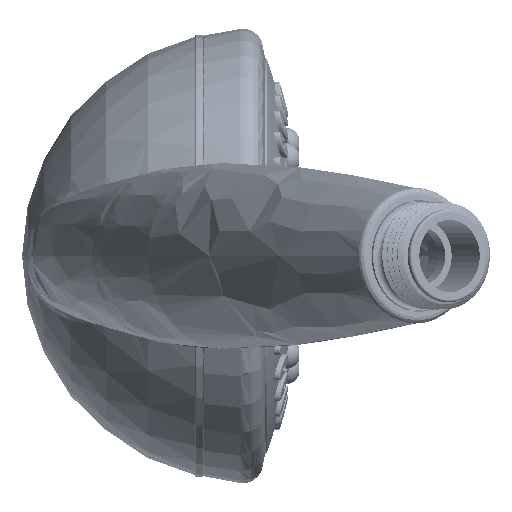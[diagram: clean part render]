
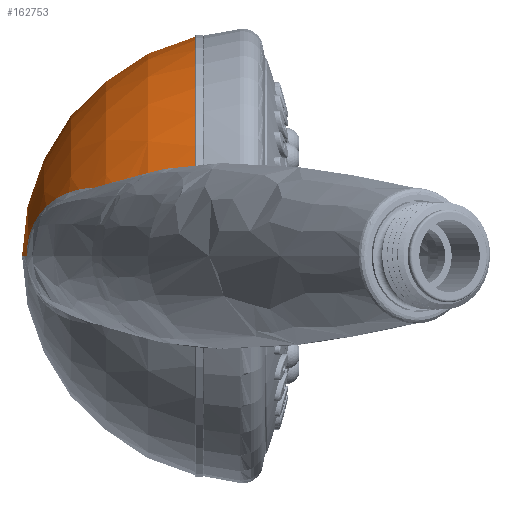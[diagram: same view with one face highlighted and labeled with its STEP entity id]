
A CAD part, left-side view. The second image highlights one B-rep face of the part: STEP entity #162753.
In plain terms, the highlighted spherical face has radius 43.679 mm.
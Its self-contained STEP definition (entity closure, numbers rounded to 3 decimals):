
#785=CARTESIAN_POINT('',(153.682,81.885,-42.43));
#786=CARTESIAN_POINT('',(153.682,81.885,-42.438));
#787=CARTESIAN_POINT('',(153.682,81.885,-42.453));
#788=CARTESIAN_POINT('',(153.682,81.885,-42.476));
#789=CARTESIAN_POINT('',(153.682,81.885,-42.492));
#790=CARTESIAN_POINT('',(153.682,81.885,-42.5));
#860=CARTESIAN_POINT('',(166.035,96.361,-29.294));
#861=CARTESIAN_POINT('',(165.761,96.099,-29.274));
#862=CARTESIAN_POINT('',(165.224,95.579,-29.25));
#863=CARTESIAN_POINT('',(164.462,94.82,-29.258));
#864=CARTESIAN_POINT('',(163.733,94.075,-29.309));
#865=CARTESIAN_POINT('',(163.035,93.346,-29.4));
#866=CARTESIAN_POINT('',(162.355,92.62,-29.532));
#867=CARTESIAN_POINT('',(161.708,91.914,-29.701));
#868=CARTESIAN_POINT('',(161.063,91.195,-29.911));
#869=CARTESIAN_POINT('',(160.414,90.454,-30.169));
#870=CARTESIAN_POINT('',(159.827,89.769,-30.447));
#871=CARTESIAN_POINT('',(159.287,89.127,-30.747));
#872=CARTESIAN_POINT('',(158.777,88.511,-31.074));
#873=CARTESIAN_POINT('',(158.296,87.922,-31.426));
#874=CARTESIAN_POINT('',(157.838,87.351,-31.805));
#875=CARTESIAN_POINT('',(157.404,86.803,-32.209));
#876=CARTESIAN_POINT('',(157.001,86.287,-32.628));
#877=CARTESIAN_POINT('',(156.635,85.812,-33.055));
#878=CARTESIAN_POINT('',(156.301,85.376,-33.487));
#879=CARTESIAN_POINT('',(155.995,84.974,-33.925));
#880=CARTESIAN_POINT('',(155.713,84.601,-34.375));
#881=CARTESIAN_POINT('',(155.449,84.251,-34.84));
#882=CARTESIAN_POINT('',(155.206,83.926,-35.318));
#883=CARTESIAN_POINT('',(154.981,83.626,-35.807));
#884=CARTESIAN_POINT('',(154.775,83.349,-36.31));
#885=CARTESIAN_POINT('',(154.586,83.096,-36.824));
#886=CARTESIAN_POINT('',(154.416,82.867,-37.348));
#887=CARTESIAN_POINT('',(154.264,82.663,-37.879));
#888=CARTESIAN_POINT('',(154.13,82.483,-38.416));
#889=CARTESIAN_POINT('',(154.014,82.326,-38.963));
#890=CARTESIAN_POINT('',(153.914,82.193,-39.517));
#891=CARTESIAN_POINT('',(153.832,82.083,-40.08));
#892=CARTESIAN_POINT('',(153.768,81.997,-40.65));
#893=CARTESIAN_POINT('',(153.72,81.935,-41.231));
#894=CARTESIAN_POINT('',(153.69,81.896,-41.825));
#895=CARTESIAN_POINT('',(153.683,81.886,-42.227));
#896=CARTESIAN_POINT('',(153.682,81.885,-42.43));
#939=CARTESIAN_POINT('',(185.382,108.535,-42.456));
#940=CARTESIAN_POINT('',(185.381,108.535,-42.389));
#941=CARTESIAN_POINT('',(185.389,108.536,-42.245));
#942=CARTESIAN_POINT('',(185.368,108.53,-41.988));
#943=CARTESIAN_POINT('',(185.337,108.519,-41.708));
#944=CARTESIAN_POINT('',(185.29,108.503,-41.426));
#945=CARTESIAN_POINT('',(185.23,108.483,-41.152));
#946=CARTESIAN_POINT('',(185.156,108.457,-40.877));
#947=CARTESIAN_POINT('',(185.073,108.428,-40.612));
#948=CARTESIAN_POINT('',(184.978,108.396,-40.353));
#949=CARTESIAN_POINT('',(184.873,108.359,-40.098));
#950=CARTESIAN_POINT('',(184.757,108.318,-39.845));
#951=CARTESIAN_POINT('',(184.63,108.273,-39.592));
#952=CARTESIAN_POINT('',(184.491,108.223,-39.339));
#953=CARTESIAN_POINT('',(184.34,108.168,-39.084));
#954=CARTESIAN_POINT('',(184.176,108.108,-38.828));
#955=CARTESIAN_POINT('',(183.997,108.041,-38.566));
#956=CARTESIAN_POINT('',(183.797,107.966,-38.293));
#957=CARTESIAN_POINT('',(183.577,107.882,-38.01));
#958=CARTESIAN_POINT('',(183.335,107.787,-37.718));
#959=CARTESIAN_POINT('',(183.066,107.68,-37.412));
#960=CARTESIAN_POINT('',(182.758,107.555,-37.082));
#961=CARTESIAN_POINT('',(182.408,107.41,-36.729));
#962=CARTESIAN_POINT('',(182.008,107.24,-36.35));
#963=CARTESIAN_POINT('',(181.539,107.034,-35.933));
#964=CARTESIAN_POINT('',(180.986,106.784,-35.473));
#965=CARTESIAN_POINT('',(180.338,106.48,-34.971));
#966=CARTESIAN_POINT('',(179.58,106.108,-34.426));
#967=CARTESIAN_POINT('',(178.707,105.658,-33.845));
#968=CARTESIAN_POINT('',(177.779,105.155,-33.274));
#969=CARTESIAN_POINT('',(176.824,104.608,-32.731));
#970=CARTESIAN_POINT('',(175.847,104.02,-32.218));
#971=CARTESIAN_POINT('',(174.863,103.397,-31.743));
#972=CARTESIAN_POINT('',(173.856,102.73,-31.3));
#973=CARTESIAN_POINT('',(172.848,102.028,-30.898));
#974=CARTESIAN_POINT('',(171.825,101.282,-30.53));
#975=CARTESIAN_POINT('',(170.789,100.489,-30.197));
#976=CARTESIAN_POINT('',(169.795,99.693,-29.919));
#977=CARTESIAN_POINT('',(168.828,98.886,-29.691));
#978=CARTESIAN_POINT('',(167.878,98.061,-29.509));
#979=CARTESIAN_POINT('',(166.948,97.221,-29.375));
#980=CARTESIAN_POINT('',(166.338,96.65,-29.316));
#981=CARTESIAN_POINT('',(166.035,96.361,-29.294));
#70859=CARTESIAN_POINT('',(194.28,75.851,-42.5));
#70860=DIRECTION('',(0.,1.,0.));
#70861=DIRECTION('',(-1.,0.,0.));
#70862=AXIS2_PLACEMENT_3D('',#70859,#70860,#70861);
#70864=CARTESIAN_POINT('',(194.28,65.773,-42.5));
#70865=DIRECTION('',(0.,0.,-1.));
#70866=DIRECTION('',(-0.973,0.231,0.));
#70867=AXIS2_PLACEMENT_3D('',#70864,#70865,#70866);
#70869=CARTESIAN_POINT('',(185.382,108.535,
-42.456));
#70870=CARTESIAN_POINT('',(185.374,108.534,
-42.463));
#70871=CARTESIAN_POINT('',(185.362,108.531,
-42.478));
#70872=CARTESIAN_POINT('',(185.355,108.53,
-42.493));
#70873=CARTESIAN_POINT('',(185.356,108.53,-42.5));
#70875=CARTESIAN_POINT('',(194.28,65.773,-42.5));
#70876=DIRECTION('',(0.,0.,-1.));
#70877=DIRECTION('',(-0.204,0.979,0.));
#70878=AXIS2_PLACEMENT_3D('',#70875,#70876,#70877);
#70880=CARTESIAN_POINT('',(194.28,65.773,-42.5));
#70881=DIRECTION('',(0.,0.,1.));
#70882=DIRECTION('',(0.973,0.231,0.));
#70883=AXIS2_PLACEMENT_3D('',#70880,#70881,#70882);
#71163=CARTESIAN_POINT('',(185.356,108.53,-42.5));
#71164=CARTESIAN_POINT('',(194.28,109.451,-42.5));
#71165=VERTEX_POINT('',#71163);
#71166=VERTEX_POINT('',#71164);
#71182=VERTEX_POINT('',#939);
#71183=VERTEX_POINT('',#981);
#71185=VERTEX_POINT('',#896);
#71187=VERTEX_POINT('',#790);
#75337=CARTESIAN_POINT('',(236.78,75.851,-42.5));
#75338=CARTESIAN_POINT('',(151.78,75.851,-42.5));
#75339=VERTEX_POINT('',#75337);
#75340=VERTEX_POINT('',#75338);
#162738=CARTESIAN_POINT('',(194.28,65.773,-42.5));
#162739=DIRECTION('',(0.,1.,0.));
#162740=DIRECTION('',(1.,0.,0.));
#162741=AXIS2_PLACEMENT_3D('',#162738,#162739,#162740);
#162742=SPHERICAL_SURFACE('',#162741,43.679);
#162743=ORIENTED_EDGE('',*,*,#82069,.F.);
#162744=ORIENTED_EDGE('',*,*,#82052,.T.);
#162745=ORIENTED_EDGE('',*,*,#81423,.F.);
#162746=ORIENTED_EDGE('',*,*,#81586,.F.);
#162747=ORIENTED_EDGE('',*,*,#81681,.F.);
#162748=ORIENTED_EDGE('',*,*,#81966,.T.);
#162749=ORIENTED_EDGE('',*,*,#82047,.T.);
#162750=ORIENTED_EDGE('',*,*,#82045,.F.);
#162751=EDGE_LOOP('',(#162743,#162744,#162745,#162746,#162747,#162748,#162749,
#162750));
#162752=FACE_OUTER_BOUND('',#162751,.F.);
#162753=ADVANCED_FACE('',(#162752),#162742,.T.);
#791=B_SPLINE_CURVE_WITH_KNOTS('',3,(#785,#786,#787,#788,#789,#790),
.UNSPECIFIED.,.F.,.F.,(4,1,1,4),(0.,0.333,0.667,1.),
.UNSPECIFIED.);
#897=B_SPLINE_CURVE_WITH_KNOTS('',3,(#860,#861,#862,#863,#864,#865,#866,#867,
#868,#869,#870,#871,#872,#873,#874,#875,#876,#877,#878,#879,#880,#881,#882,#883,
#884,#885,#886,#887,#888,#889,#890,#891,#892,#893,#894,#895,#896),.UNSPECIFIED.,
.F.,.F.,(4,1,1,1,1,1,1,1,1,1,1,1,1,1,1,1,1,1,1,1,1,1,1,1,1,1,1,1,1,1,1,1,1,1,4),
(0.,0.029,0.059,0.088,0.118,
0.147,0.176,0.206,0.235,
0.265,0.294,0.324,0.353,
0.382,0.412,0.441,0.471,0.5,
0.529,0.559,0.588,0.618,
0.647,0.676,0.706,0.735,
0.765,0.794,0.824,0.853,
0.882,0.912,0.941,0.971,1.),
.UNSPECIFIED.);
#982=B_SPLINE_CURVE_WITH_KNOTS('',3,(#939,#940,#941,#942,#943,#944,#945,#946,
#947,#948,#949,#950,#951,#952,#953,#954,#955,#956,#957,#958,#959,#960,#961,#962,
#963,#964,#965,#966,#967,#968,#969,#970,#971,#972,#973,#974,#975,#976,#977,#978,
#979,#980,#981),.UNSPECIFIED.,.F.,.F.,(4,1,1,1,1,1,1,1,1,1,1,1,1,1,1,1,1,1,1,1,
1,1,1,1,1,1,1,1,1,1,1,1,1,1,1,1,1,1,1,1,4),(0.,0.025,0.05,0.075,0.1,
0.125,0.15,0.175,0.2,0.225,0.25,0.275,0.3,0.325,0.35,
0.375,0.4,0.425,0.45,0.475,0.5,0.525,0.55,0.575,0.6,0.625,
0.65,0.675,0.7,0.725,0.75,0.775,0.8,0.825,0.85,0.875,0.9,
0.925,0.95,0.975,1.),.UNSPECIFIED.);
#70863=CIRCLE('',#70862,42.5);
#70868=CIRCLE('',#70867,43.679);
#70874=B_SPLINE_CURVE_WITH_KNOTS('',3,(#70869,#70870,#70871,#70872,#70873),
.UNSPECIFIED.,.F.,.F.,(4,1,4),(0.,0.5,1.),.UNSPECIFIED.);
#70879=CIRCLE('',#70878,43.679);
#70884=CIRCLE('',#70883,43.679);
#81423=EDGE_CURVE('',#71185,#71187,#791,.T.);
#81586=EDGE_CURVE('',#71183,#71185,#897,.T.);
#81681=EDGE_CURVE('',#71182,#71183,#982,.T.);
#81966=EDGE_CURVE('',#71182,#71165,#70874,.T.);
#82045=EDGE_CURVE('',#75339,#71166,#70884,.T.);
#82047=EDGE_CURVE('',#71165,#71166,#70879,.T.);
#82052=EDGE_CURVE('',#75340,#71187,#70868,.T.);
#82069=EDGE_CURVE('',#75340,#75339,#70863,.T.);
